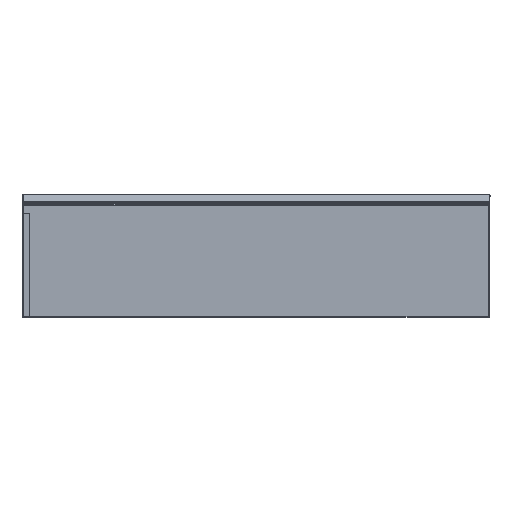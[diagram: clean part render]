
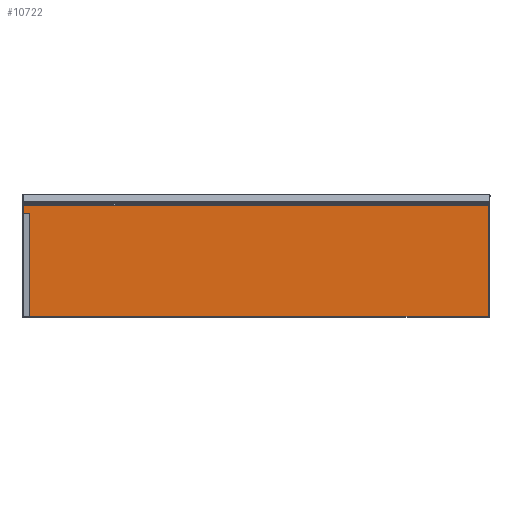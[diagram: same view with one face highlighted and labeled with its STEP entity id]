
A CAD part, left-side view. The second image highlights one B-rep face of the part: STEP entity #10722.
In plain terms, the highlighted planar face has unit normal (-1, 0, 0).
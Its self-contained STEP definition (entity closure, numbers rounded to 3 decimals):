
#7855 = VERTEX_POINT ( 'NONE', #49039 ) ;
#7948 = VERTEX_POINT ( 'NONE', #49177 ) ;
#8225 = VERTEX_POINT ( 'NONE', #49967 ) ;
#8254 = VERTEX_POINT ( 'NONE', #49959 ) ;
#10722 = ADVANCED_FACE ( 'NONE', ( #43531 ), #43528, .F. ) ;
#11608 = ORIENTED_EDGE ( 'NONE', *, *, #44185, .T. ) ;
#11655 = ORIENTED_EDGE ( 'NONE', *, *, #44171, .T. ) ;
#11676 = ORIENTED_EDGE ( 'NONE', *, *, #44070, .F. ) ;
#11678 = ORIENTED_EDGE ( 'NONE', *, *, #15651, .T. ) ;
#11683 = ORIENTED_EDGE ( 'NONE', *, *, #44269, .T. ) ;
#11692 = ORIENTED_EDGE ( 'NONE', *, *, #44240, .F. ) ;
#11699 = ORIENTED_EDGE ( 'NONE', *, *, #44114, .F. ) ;
#11704 = ORIENTED_EDGE ( 'NONE', *, *, #44125, .T. ) ;
#11705 = ORIENTED_EDGE ( 'NONE', *, *, #44187, .T. ) ;
#11714 = ORIENTED_EDGE ( 'NONE', *, *, #44183, .T. ) ;
#15651 = EDGE_CURVE ( 'NONE', #7855, #7948, #57490, .T. ) ;
#18125 = VECTOR ( 'NONE', #30017, 1000. ) ;
#18355 = VECTOR ( 'NONE', #30301, 1000. ) ;
#18361 = VECTOR ( 'NONE', #30250, 1000. ) ;
#18422 = AXIS2_PLACEMENT_3D ( 'NONE', #30519, #30540, #30550 ) ;
#18444 = CIRCLE ( 'NONE', #18507, 1. ) ;
#18452 = AXIS2_PLACEMENT_3D ( 'NONE', #30504, #30505, #30506 ) ;
#18483 = CIRCLE ( 'NONE', #18452, 2. ) ;
#18507 = AXIS2_PLACEMENT_3D ( 'NONE', #30423, #30436, #30464 ) ;
#18520 = VECTOR ( 'NONE', #30495, 1000. ) ;
#18524 = CIRCLE ( 'NONE', #18422, 2. ) ;
#18554 = CIRCLE ( 'NONE', #18613, 1. ) ;
#18582 = AXIS2_PLACEMENT_3D ( 'NONE', #30740, #30723, #30744 ) ;
#18591 = CIRCLE ( 'NONE', #18582, 3. ) ;
#18613 = AXIS2_PLACEMENT_3D ( 'NONE', #30828, #30842, #30801 ) ;
#22208 = EDGE_LOOP ( 'NONE', ( #11676, #11608, #11714, #11692, #11683, #11678, #11704, #11655, #11699, #11705 ) ) ;
#27382 = CARTESIAN_POINT ( 'NONE',  ( 13414.542, 1975.299, 228.731 ) ) ;
#27395 = CARTESIAN_POINT ( 'NONE',  ( 13414.542, 1025.511, 229.286 ) ) ;
#27420 = CARTESIAN_POINT ( 'NONE',  ( 13414.542, 1975.299, 2.635 ) ) ;
#27436 = CARTESIAN_POINT ( 'NONE',  ( 13414.542, 1025.511, 2.648 ) ) ;
#27476 = CARTESIAN_POINT ( 'NONE',  ( 13414.542, 1974.888, 229.142 ) ) ;
#27483 = CARTESIAN_POINT ( 'NONE',  ( 13414.542, 1026.763, 228.79 ) ) ;
#30014 = LINE ( 'NONE', #30016, #18125 ) ;
#30016 = CARTESIAN_POINT ( 'NONE',  ( 13414.542, 457.913, 2. ) ) ;
#30017 = DIRECTION ( 'NONE',  ( 0., 1., 0. ) ) ;
#30250 = DIRECTION ( 'NONE',  ( 0., 0., 1. ) ) ;
#30266 = LINE ( 'NONE', #30274, #18361 ) ;
#30274 = CARTESIAN_POINT ( 'NONE',  ( 13414.542, 1975.299, -199.415 ) ) ;
#30296 = CARTESIAN_POINT ( 'NONE',  ( 13414.542, 457.913, 229.142 ) ) ;
#30301 = DIRECTION ( 'NONE',  ( 0., 1., 0. ) ) ;
#30306 = LINE ( 'NONE', #30296, #18355 ) ;
#30423 = CARTESIAN_POINT ( 'NONE',  ( 13414.542, 1975.77, 229.613 ) ) ;
#30436 = DIRECTION ( 'NONE',  ( 1., 0., 0. ) ) ;
#30464 = DIRECTION ( 'NONE',  ( 0., 0., -1. ) ) ;
#30492 = LINE ( 'NONE', #30515, #18520 ) ;
#30495 = DIRECTION ( 'NONE',  ( 0., 0., 1. ) ) ;
#30504 = CARTESIAN_POINT ( 'NONE',  ( 13414.542, 1024.695, 0.822 ) ) ;
#30505 = DIRECTION ( 'NONE',  ( 1., 0., 0. ) ) ;
#30506 = DIRECTION ( 'NONE',  ( 0., 0., -1. ) ) ;
#30515 = CARTESIAN_POINT ( 'NONE',  ( 13414.542, 1025.511, -199.415 ) ) ;
#30519 = CARTESIAN_POINT ( 'NONE',  ( 13414.542, 1976.143, 0.822 ) ) ;
#30540 = DIRECTION ( 'NONE',  ( 1., 0., 0. ) ) ;
#30550 = DIRECTION ( 'NONE',  ( 0., 0., -1. ) ) ;
#30723 = DIRECTION ( 'NONE',  ( 1., 0., 0. ) ) ;
#30740 = CARTESIAN_POINT ( 'NONE',  ( 13414.542, 1025.059, 226.321 ) ) ;
#30744 = DIRECTION ( 'NONE',  ( 0., 0., -1. ) ) ;
#30801 = DIRECTION ( 'NONE',  ( 0., 0., -1. ) ) ;
#30828 = CARTESIAN_POINT ( 'NONE',  ( 13414.542, 1027.331, 229.613 ) ) ;
#30842 = DIRECTION ( 'NONE',  ( 1., 0., 0. ) ) ;
#33797 = VERTEX_POINT ( 'NONE', #27382 ) ;
#33808 = VERTEX_POINT ( 'NONE', #27395 ) ;
#33859 = VERTEX_POINT ( 'NONE', #27436 ) ;
#33861 = VERTEX_POINT ( 'NONE', #27476 ) ;
#33906 = VERTEX_POINT ( 'NONE', #27483 ) ;
#33908 = VERTEX_POINT ( 'NONE', #27420 ) ;
#40047 = AXIS2_PLACEMENT_3D ( 'NONE', #43492, #43532, #43510 ) ;
#43492 = CARTESIAN_POINT ( 'NONE',  ( 13414.542, 457.913, -199.415 ) ) ;
#43510 = DIRECTION ( 'NONE',  ( 0., 0., -1. ) ) ;
#43528 = PLANE ( 'NONE',  #40047 ) ;
#43531 = FACE_OUTER_BOUND ( 'NONE', #22208, .T. ) ;
#43532 = DIRECTION ( 'NONE',  ( 1., 0., 0. ) ) ;
#44070 = EDGE_CURVE ( 'NONE', #8254, #8225, #30014, .T. ) ;
#44114 = EDGE_CURVE ( 'NONE', #33908, #33797, #30266, .T. ) ;
#44125 = EDGE_CURVE ( 'NONE', #7948, #33861, #30306, .T. ) ;
#44171 = EDGE_CURVE ( 'NONE', #33861, #33797, #18444, .T. ) ;
#44183 = EDGE_CURVE ( 'NONE', #33859, #33808, #30492, .T. ) ;
#44185 = EDGE_CURVE ( 'NONE', #8254, #33859, #18483, .T. ) ;
#44187 = EDGE_CURVE ( 'NONE', #33908, #8225, #18524, .T. ) ;
#44240 = EDGE_CURVE ( 'NONE', #33906, #33808, #18591, .T. ) ;
#44269 = EDGE_CURVE ( 'NONE', #33906, #7855, #18554, .T. ) ;
#49039 = CARTESIAN_POINT ( 'NONE',  ( 13414.542, 1027.331, 228.613 ) ) ;
#49177 = CARTESIAN_POINT ( 'NONE',  ( 13414.542, 1028.213, 229.142 ) ) ;
#49959 = CARTESIAN_POINT ( 'NONE',  ( 13414.542, 1026.311, 2. ) ) ;
#49967 = CARTESIAN_POINT ( 'NONE',  ( 13414.542, 1974.527, 2. ) ) ;
#57448 = AXIS2_PLACEMENT_3D ( 'NONE', #59186, #59176, #59165 ) ;
#57490 = CIRCLE ( 'NONE', #57448, 1. ) ;
#59165 = DIRECTION ( 'NONE',  ( 0., 0., -1. ) ) ;
#59176 = DIRECTION ( 'NONE',  ( 1., 0., 0. ) ) ;
#59186 = CARTESIAN_POINT ( 'NONE',  ( 13414.542, 1027.331, 229.613 ) ) ;
